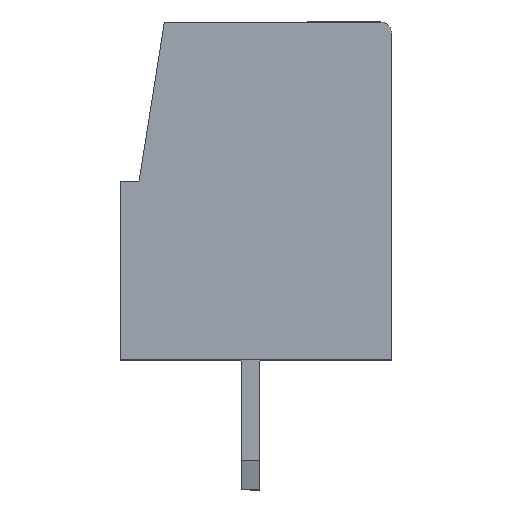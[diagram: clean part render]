
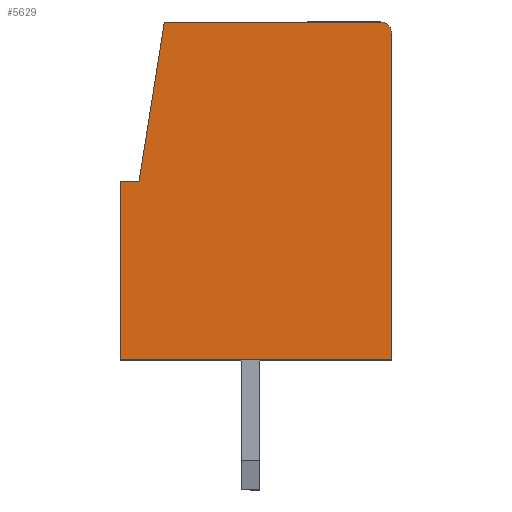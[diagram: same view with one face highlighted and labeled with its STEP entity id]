
A CAD part, left-side view. The second image highlights one B-rep face of the part: STEP entity #5629.
In plain terms, the highlighted planar face has unit normal (-1, 0, 0).
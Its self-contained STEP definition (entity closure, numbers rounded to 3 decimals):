
#118=PLANE('',#6614);
#370=CIRCLE('',#6579,0.3);
#560=ORIENTED_EDGE('',*,*,#2127,.T.);
#561=ORIENTED_EDGE('',*,*,#2058,.F.);
#562=ORIENTED_EDGE('',*,*,#2095,.F.);
#563=ORIENTED_EDGE('',*,*,#2106,.T.);
#564=ORIENTED_EDGE('',*,*,#2109,.T.);
#565=ORIENTED_EDGE('',*,*,#2084,.T.);
#566=ORIENTED_EDGE('',*,*,#2133,.T.);
#2058=EDGE_CURVE('',#2874,#2872,#370,.T.);
#2084=EDGE_CURVE('',#2893,#2894,#3438,.T.);
#2095=EDGE_CURVE('',#2902,#2874,#3448,.T.);
#2106=EDGE_CURVE('',#2902,#2909,#3456,.T.);
#2109=EDGE_CURVE('',#2909,#2893,#3459,.T.);
#2127=EDGE_CURVE('',#2921,#2872,#3475,.T.);
#2133=EDGE_CURVE('',#2894,#2921,#3481,.T.);
#2872=VERTEX_POINT('',#8449);
#2874=VERTEX_POINT('',#8453);
#2893=VERTEX_POINT('',#8508);
#2894=VERTEX_POINT('',#8509);
#2902=VERTEX_POINT('',#8528);
#2909=VERTEX_POINT('',#8552);
#2921=VERTEX_POINT('',#8592);
#3438=LINE('',#8507,#4200);
#3448=LINE('',#8529,#4210);
#3456=LINE('',#8551,#4218);
#3459=LINE('',#8557,#4221);
#3475=LINE('',#8591,#4237);
#3481=LINE('',#8603,#4243);
#4200=VECTOR('',#6998,1000.);
#4210=VECTOR('',#7012,1000.);
#4218=VECTOR('',#7036,1000.);
#4221=VECTOR('',#7041,1000.);
#4237=VECTOR('',#7073,1000.);
#4243=VECTOR('',#7081,1000.);
#4964=EDGE_LOOP('',(#560,#561,#562,#563,#564,#565,#566));
#5286=FACE_BOUND('',#4964,.T.);
#5629=ADVANCED_FACE('',(#5286),#118,.F.);
#6579=AXIS2_PLACEMENT_3D('',#8454,#6953,#6954);
#6614=AXIS2_PLACEMENT_3D('',#8629,#7105,#7106);
#6953=DIRECTION('',(1.,0.,0.));
#6954=DIRECTION('',(0.,-1.,0.));
#6998=DIRECTION('',(0.,0.,-1.));
#7012=DIRECTION('',(0.,-1.,0.));
#7036=DIRECTION('',(0.,0.156,-0.988));
#7041=DIRECTION('',(0.,1.,0.));
#7073=DIRECTION('',(0.,0.,1.));
#7081=DIRECTION('',(0.,-1.,0.));
#7105=DIRECTION('',(1.,0.,0.));
#7106=DIRECTION('',(0.,0.,1.));
#8449=CARTESIAN_POINT('',(-1.75,-7.3,8.8));
#8453=CARTESIAN_POINT('',(-1.75,-7.,9.1));
#8454=CARTESIAN_POINT('',(-1.75,-7.,8.8));
#8507=CARTESIAN_POINT('',(-1.75,0.,0.));
#8508=CARTESIAN_POINT('',(-1.75,0.,4.8));
#8509=CARTESIAN_POINT('',(-1.75,0.,0.));
#8528=CARTESIAN_POINT('',(-1.75,-1.181,9.1));
#8529=CARTESIAN_POINT('',(-1.75,-3.5,9.1));
#8551=CARTESIAN_POINT('',(-1.75,0.26,0.));
#8552=CARTESIAN_POINT('',(-1.75,-0.5,4.8));
#8557=CARTESIAN_POINT('',(-1.75,-3.5,4.8));
#8591=CARTESIAN_POINT('',(-1.75,-7.3,0.));
#8592=CARTESIAN_POINT('',(-1.75,-7.3,0.));
#8603=CARTESIAN_POINT('',(-1.75,-3.5,0.));
#8629=CARTESIAN_POINT('',(-1.75,-11.88,0.));
